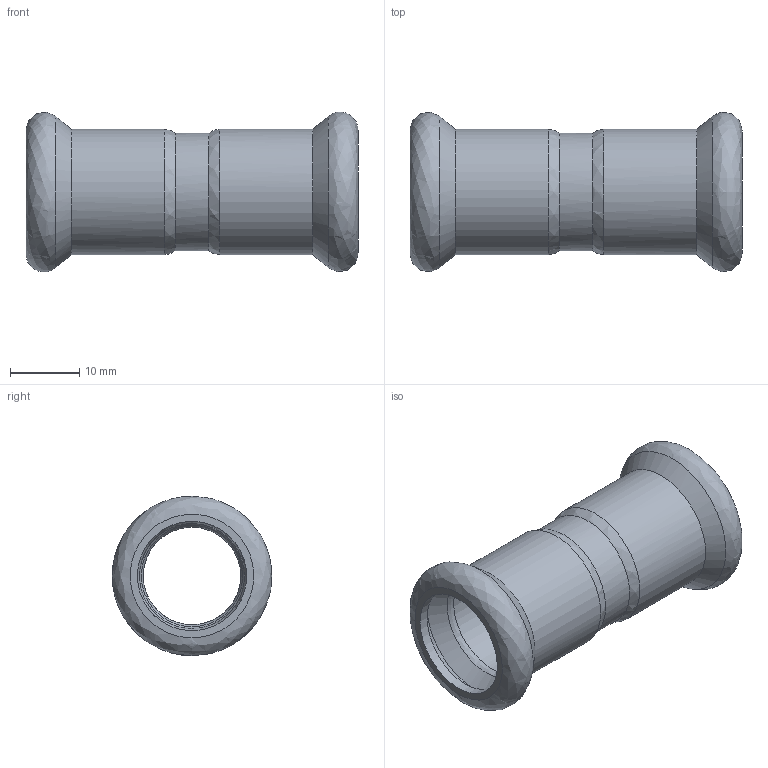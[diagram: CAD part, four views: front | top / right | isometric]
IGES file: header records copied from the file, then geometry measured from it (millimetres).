
Global section: file name: 62002; native system: Autodesk Inventor 2018; preprocessor: unknown; author: JANAN; date: 20200204.112318; units: millimetre
Bounding box: 48 x 23.06 x 23.1 mm (x, y, z)
Volume: 4178.5 mm3; surface area: 5927.9 mm2
Topology: 1 solids, 1 shells, 28 faces, 93 edges, 69 vertices
Faces by surface type: bspline 28
